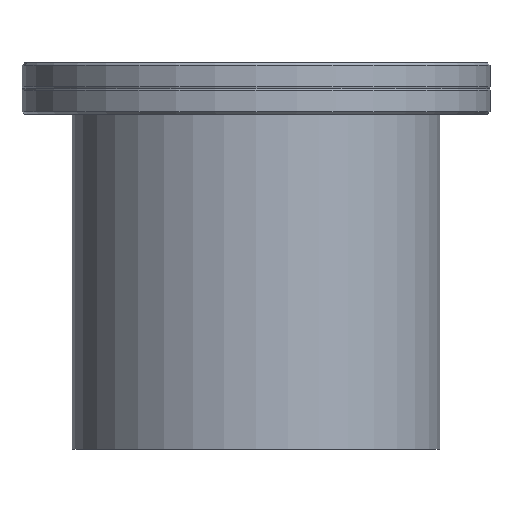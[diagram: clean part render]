
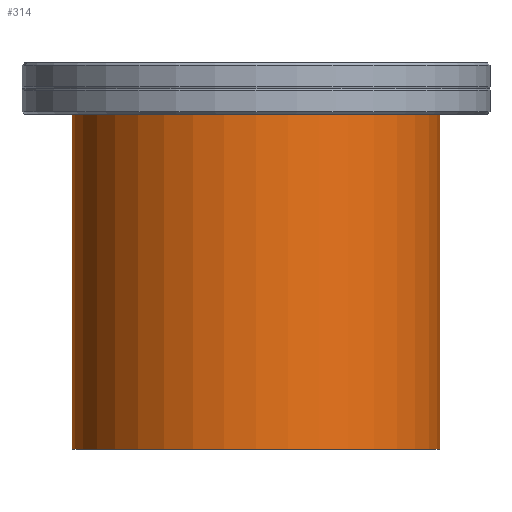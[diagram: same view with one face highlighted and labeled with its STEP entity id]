
A CAD part, front view. The second image highlights one B-rep face of the part: STEP entity #314.
In plain terms, the highlighted cylindrical face has radius 79.5 mm (diameter 159 mm), a partial arc.
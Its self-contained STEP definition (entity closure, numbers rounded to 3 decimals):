
#23 = ORIENTED_EDGE ( 'NONE', *, *, #645, .F. ) ;
#184 = DIRECTION ( 'NONE',  ( 0., 0., 1. ) ) ;
#314 = ADVANCED_FACE ( 'NONE', ( #2821 ), #2518, .T. ) ;
#342 = LINE ( 'NONE', #1783, #1071 ) ;
#358 = EDGE_LOOP ( 'NONE', ( #363, #408, #3551, #23 ) ) ;
#363 = ORIENTED_EDGE ( 'NONE', *, *, #3289, .F. ) ;
#408 = ORIENTED_EDGE ( 'NONE', *, *, #3936, .F. ) ;
#564 = EDGE_CURVE ( 'NONE', #2015, #1025, #342, .T. ) ;
#645 = EDGE_CURVE ( 'NONE', #3451, #1025, #675, .T. ) ;
#673 = DIRECTION ( 'NONE',  ( 0., 0., -1. ) ) ;
#675 = CIRCLE ( 'NONE', #3847, 79.5 ) ;
#745 = VECTOR ( 'NONE', #1080, 1000. ) ;
#783 = DIRECTION ( 'NONE',  ( 1., 0., 0. ) ) ;
#943 = CARTESIAN_POINT ( 'NONE',  ( 79.5, 0., -9.5 ) ) ;
#971 = VERTEX_POINT ( 'NONE', #2053 ) ;
#1025 = VERTEX_POINT ( 'NONE', #943 ) ;
#1071 = VECTOR ( 'NONE', #1739, 1000. ) ;
#1080 = DIRECTION ( 'NONE',  ( 0., 0., 1. ) ) ;
#1094 = CARTESIAN_POINT ( 'NONE',  ( -79.5, 0., -174.5 ) ) ;
#1132 = CARTESIAN_POINT ( 'NONE',  ( 79.5, 0., -167. ) ) ;
#1211 = CARTESIAN_POINT ( 'NONE',  ( -79.5, 0., -9.5 ) ) ;
#1739 = DIRECTION ( 'NONE',  ( 0., 0., 1. ) ) ;
#1783 = CARTESIAN_POINT ( 'NONE',  ( 79.5, 0., -174.5 ) ) ;
#2015 = VERTEX_POINT ( 'NONE', #1132 ) ;
#2053 = CARTESIAN_POINT ( 'NONE',  ( -79.5, 0., -167. ) ) ;
#2430 = LINE ( 'NONE', #1094, #745 ) ;
#2518 = CYLINDRICAL_SURFACE ( 'NONE', #3753, 79.5 ) ;
#2558 = CARTESIAN_POINT ( 'NONE',  ( 0., 0., -167. ) ) ;
#2821 = FACE_OUTER_BOUND ( 'NONE', #358, .T. ) ;
#2873 = DIRECTION ( 'NONE',  ( 1., 0., 0. ) ) ;
#2985 = CARTESIAN_POINT ( 'NONE',  ( 0., 0., -174.5 ) ) ;
#3289 = EDGE_CURVE ( 'NONE', #971, #3451, #2430, .T. ) ;
#3371 = CARTESIAN_POINT ( 'NONE',  ( 0., 0., -9.5 ) ) ;
#3376 = CIRCLE ( 'NONE', #3894, 79.5 ) ;
#3387 = DIRECTION ( 'NONE',  ( 0., 0., 1. ) ) ;
#3433 = DIRECTION ( 'NONE',  ( 1., 0., 0. ) ) ;
#3451 = VERTEX_POINT ( 'NONE', #1211 ) ;
#3551 = ORIENTED_EDGE ( 'NONE', *, *, #564, .T. ) ;
#3753 = AXIS2_PLACEMENT_3D ( 'NONE', #2985, #184, #783 ) ;
#3847 = AXIS2_PLACEMENT_3D ( 'NONE', #3371, #3387, #3433 ) ;
#3894 = AXIS2_PLACEMENT_3D ( 'NONE', #2558, #673, #2873 ) ;
#3936 = EDGE_CURVE ( 'NONE', #2015, #971, #3376, .T. ) ;
